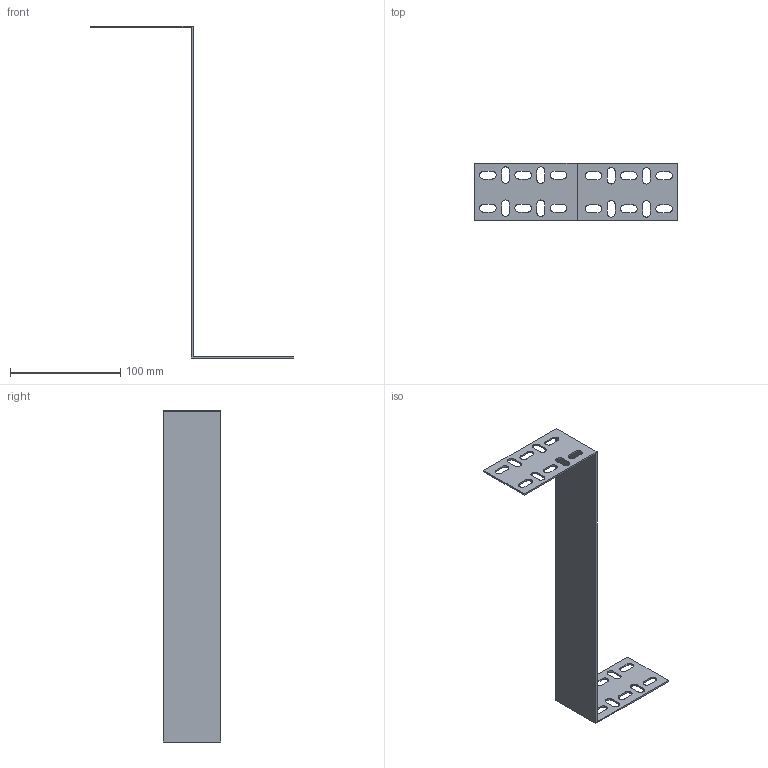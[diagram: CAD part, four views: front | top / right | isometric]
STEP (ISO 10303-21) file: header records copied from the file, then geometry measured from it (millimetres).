
FILE_DESCRIPTION (( 'STEP AP203' ), '1' );
FILE_NAME ('CLP1H-080-300-M-HDZ Ïåðåõîäíèê Í 80õ300 IEK HDZ.STEP', '2016-02-05T11:41:36', ( '' ), ( '' ), 'SwSTEP 2.0', 'SolidWorks 2014', '' );
FILE_SCHEMA (( 'CONFIG_CONTROL_DESIGN' ));
Length unit declared in the file: millimetre
Products named in the file (1): CLP1H-080-300-M-HDZ Ïåðåõîäíèê Í 80õ300 IEK HDZ
Bounding box: 185 x 52 x 301.5 mm (x, y, z)
Volume: 34995.5 mm3; surface area: 49411.4 mm2
Topology: 1 solids, 1 shells, 94 faces, 276 edges, 184 vertices
Faces by surface type: plane 54, cylinder 40
Entity records: 3297 total; most frequent: CARTESIAN_POINT 555, ORIENTED_EDGE 552, DIRECTION 546, EDGE_CURVE 276, LINE 196, VECTOR 196, VERTEX_POINT 184, AXIS2_PLACEMENT_3D 175
